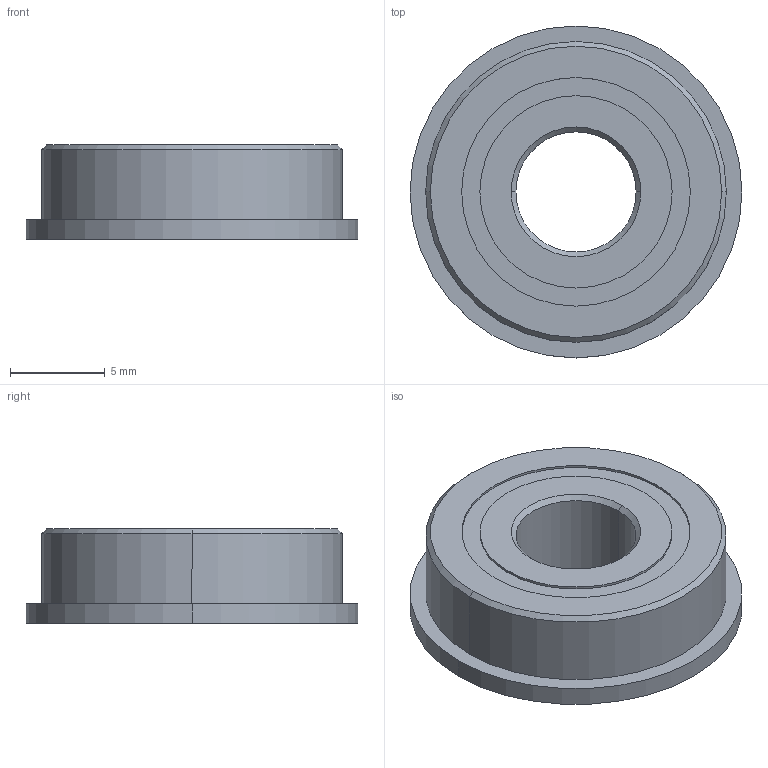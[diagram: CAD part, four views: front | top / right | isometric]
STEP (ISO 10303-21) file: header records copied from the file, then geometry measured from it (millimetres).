
FILE_DESCRIPTION (( 'STEP AP214' ), '1' );
FILE_NAME ('am-4461 1-4 in ID 5-8 in OD Shielded Flanged Bearing FR4ZZ.STEP', '2021-04-22T18:35:27', ( '' ), ( '' ), 'SwSTEP 2.0', 'SolidWorks 2019', '' );
FILE_SCHEMA (( 'AUTOMOTIVE_DESIGN' ));
Length unit declared in the file: inch
Products named in the file (1): am-4461 1-4 in ID 5-8 in OD Shielded Flanged Bearing FR4ZZ
Bounding box: 17.53 x 17.53 x 4.98 mm (x, y, z)
Volume: 801.8 mm3; surface area: 1632.2 mm2
Topology: 18 solids, 18 shells, 71 faces, 184 edges, 122 vertices
Faces by surface type: sphere 28, cylinder 22, plane 9, torus 6, cone 6
Entity records: 2271 total; most frequent: DIRECTION 344, CARTESIAN_POINT 266, ORIENTED_EDGE 228, AXIS2_PLACEMENT_3D 158, EDGE_CURVE 114, CIRCLE 86, VERTEX_POINT 80, EDGE_LOOP 80
